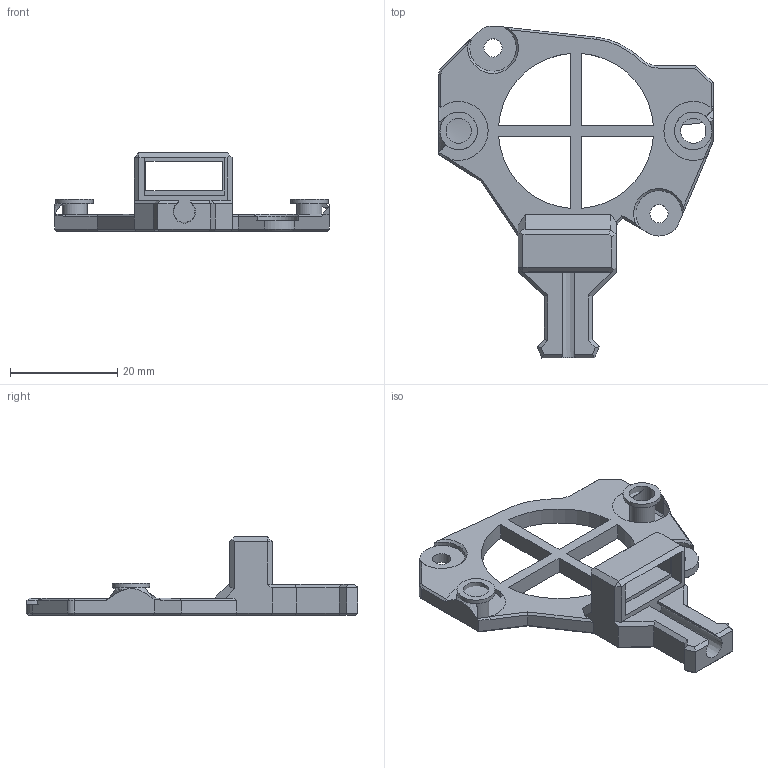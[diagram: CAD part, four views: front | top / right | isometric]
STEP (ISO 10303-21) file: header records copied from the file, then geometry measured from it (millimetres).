
FILE_DESCRIPTION(/* description */ (''),/* implementation_level */ '2;1');
FILE_NAME(/* name */ 'LGX-L_longerneck.step',/* time_stamp */ '2024-08-24T20:56:13+02:00',/* author */ (''),/* organization */ (''),/* preprocessor_version */ 'ST-DEVELOPER v20',/* originating_system */ 'Autodesk Translation Framework v13.14.0.145',/* authorisation */ '');
FILE_SCHEMA (('AUTOMOTIVE_DESIGN { 1 0 10303 214 3 1 1 }'));
Length unit declared in the file: millimetre
Products named in the file (1): Board_Mount
Bounding box: 51.27 x 62.02 x 14.66 mm (x, y, z)
Volume: 5433 mm3; surface area: 5065.3 mm2
Topology: 1 solids, 1 shells, 149 faces, 381 edges, 234 vertices
Faces by surface type: plane 118, cylinder 18, cone 13
Full cylindrical faces by diameter (mm): 3.4 x2, 4.7 x2, 7 x2
Entity records: 4451 total; most frequent: CARTESIAN_POINT 797, ORIENTED_EDGE 762, DIRECTION 721, EDGE_CURVE 381, LINE 309, VECTOR 309, VERTEX_POINT 234, AXIS2_PLACEMENT_3D 206
